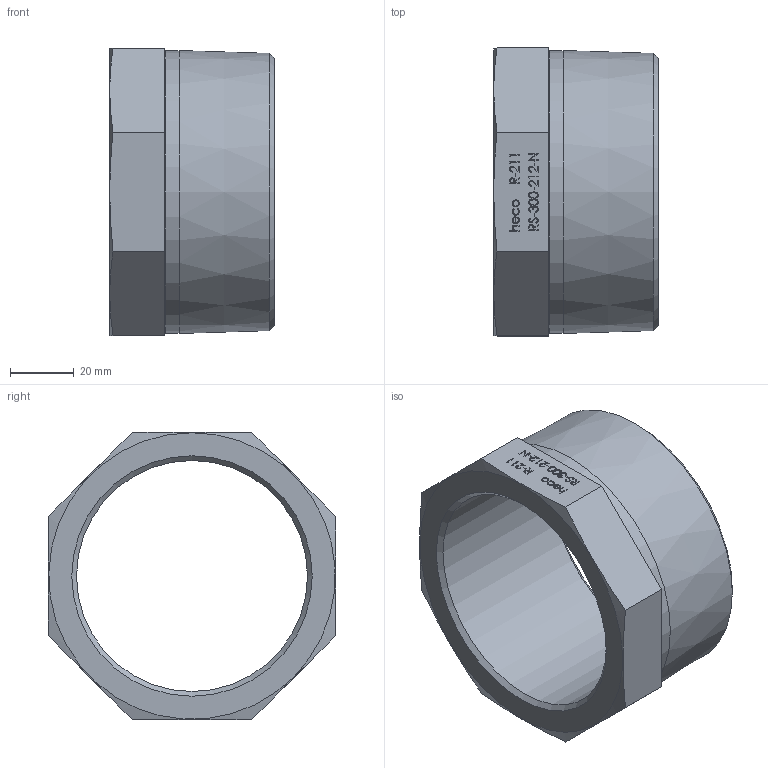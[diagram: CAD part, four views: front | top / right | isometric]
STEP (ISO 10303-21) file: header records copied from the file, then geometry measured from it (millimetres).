
FILE_DESCRIPTION (( 'STEP AP214' ), '1' );
FILE_NAME ('RS-300-212-N R-211 Reduzierstück 2011.STEP', '2020-11-09T15:50:00', ( '' ), ( '' ), 'SwSTEP 2.0', 'SolidWorks 2019', '' );
FILE_SCHEMA (( 'AUTOMOTIVE_DESIGN' ));
Length unit declared in the file: millimetre
Products named in the file (1): RS-300-212-N R-211 Reduzierstück 2011
Bounding box: 51.5 x 90 x 90.01 mm (x, y, z)
Volume: 110374.9 mm3; surface area: 30474.7 mm2
Topology: 1 solids, 1 shells, 258 faces, 680 edges, 452 vertices
Faces by surface type: plane 140, bspline 110, cone 5, cylinder 2, torus 1
Full cylindrical faces by diameter (mm): 72.226 x1, 88.459 x1
Entity records: 16577 total; most frequent: CARTESIAN_POINT 8397, ORIENTED_EDGE 1340, DIRECTION 750, EDGE_CURVE 670, VERTEX_POINT 450, LINE 432, VECTOR 432, EDGE_LOOP 296
